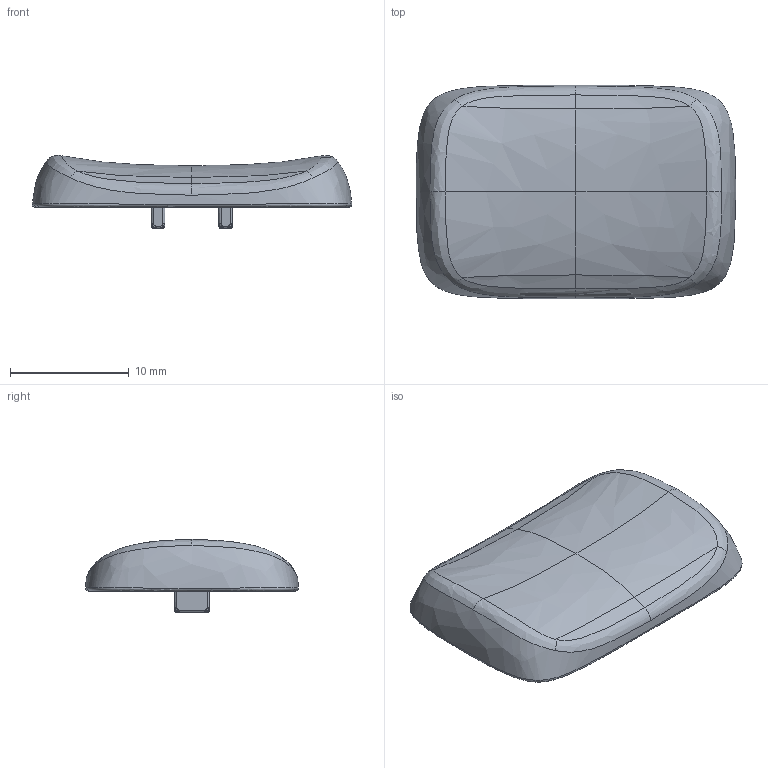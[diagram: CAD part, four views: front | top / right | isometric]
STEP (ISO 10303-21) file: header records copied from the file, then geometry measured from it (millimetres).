
FILE_DESCRIPTION(/* description */ (''),/* implementation_level */ '2;1');
FILE_NAME(/* name */ 'Choc_Stem_MX_Size_1.5U_Saddle_H.step',/* time_stamp */ '2025-11-16T12:26:21+07:00',/* author */ (''),/* organization */ (''),/* preprocessor_version */ 'ST-DEVELOPER v20.1',/* originating_system */ 'Autodesk Translation Framework v14.21.0.0',/* authorisation */ '');
FILE_SCHEMA (('AUTOMOTIVE_DESIGN { 1 0 10303 214 3 1 1 }'));
Length unit declared in the file: millimetre
Products named in the file (1): [MX] Saddle H 1.5U
Bounding box: 26.97 x 17.98 x 6.17 mm (x, y, z)
Volume: 762.5 mm3; surface area: 1251.3 mm2
Topology: 1 solids, 1 shells, 161 faces, 427 edges, 273 vertices
Faces by surface type: bspline 123, cylinder 24, plane 14
Entity records: 14682 total; most frequent: CARTESIAN_POINT 11192, ORIENTED_EDGE 854, DIRECTION 541, EDGE_CURVE 427, VERTEX_POINT 273, AXIS2_PLACEMENT_3D 245, CIRCLE 206, EDGE_LOOP 166
